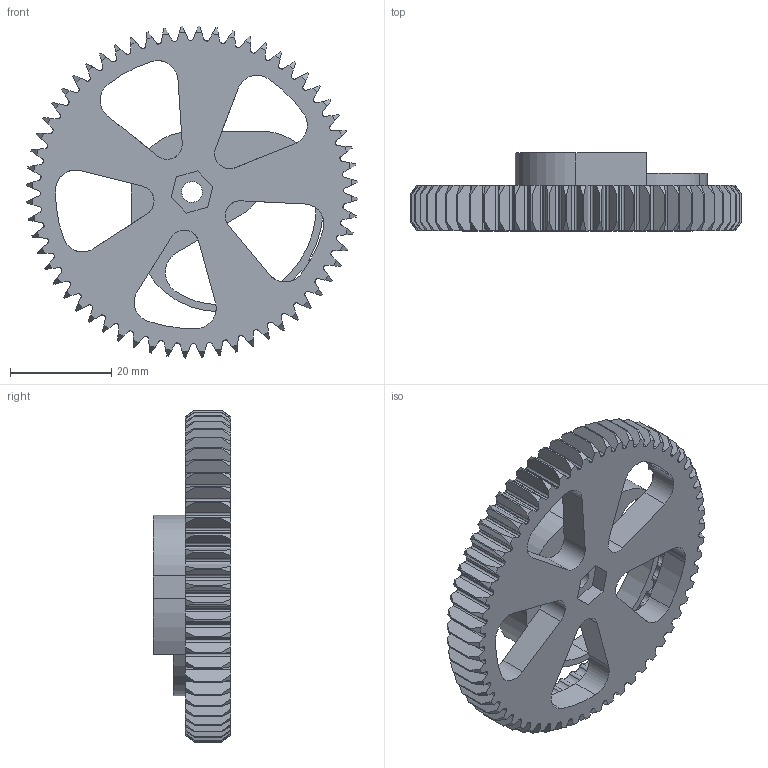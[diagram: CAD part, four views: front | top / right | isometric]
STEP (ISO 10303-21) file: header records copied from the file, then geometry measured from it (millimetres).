
FILE_DESCRIPTION(/* description */ (''),/* implementation_level */ '2;1');
FILE_NAME(/* name */ 'Wheels v11.step',/* time_stamp */ '2021-02-03T20:02:02-06:00',/* author */ (''),/* organization */ (''),/* preprocessor_version */ 'ST-DEVELOPER v18.1',/* originating_system */ 'Autodesk Translation Framework v9.7.1.1290',/* authorisation */ '');
FILE_SCHEMA (('AUTOMOTIVE_DESIGN { 1 0 10303 214 3 1 1 }'));
Length unit declared in the file: millimetre
Products named in the file (3): Wheels; Mount A; Wheel
Assembly tree (2 placements, depth 2):
  Wheels
    Mount A
    Wheel
Bounding box: 65.66 x 15.39 x 65.66 mm (x, y, z)
Volume: 16563 mm3; surface area: 12612.1 mm2
Topology: 2 solids, 2 shells, 670 faces, 2002 edges, 1334 vertices
Faces by surface type: cylinder 337, plane 332, cone 1
Full cylindrical faces by diameter (mm): 4.1 x1, 4.5 x1
Entity records: 22962 total; most frequent: CARTESIAN_POINT 4187, ORIENTED_EDGE 4004, DIRECTION 4001, EDGE_CURVE 2002, AXIS2_PLACEMENT_3D 1350, VERTEX_POINT 1334, LINE 1301, VECTOR 1301
